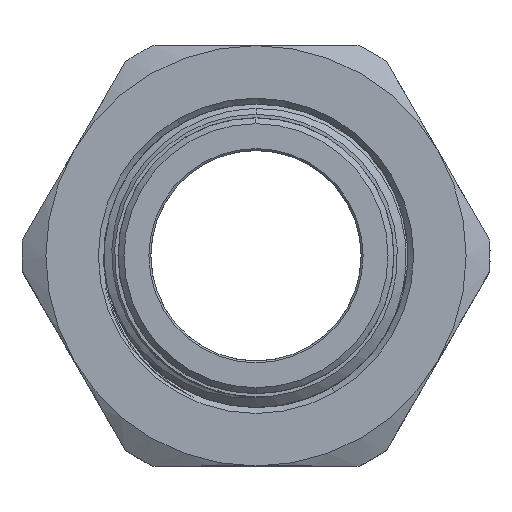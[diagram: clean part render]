
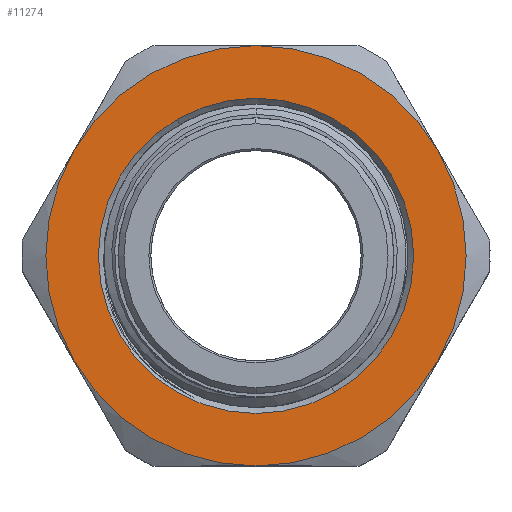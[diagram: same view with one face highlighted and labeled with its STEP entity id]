
A CAD part, top view. The second image highlights one B-rep face of the part: STEP entity #11274.
In plain terms, the highlighted planar face has unit normal (0, 0, 1).
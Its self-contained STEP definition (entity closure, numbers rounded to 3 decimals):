
#2271=CARTESIAN_POINT('',(0.,0.,-1.5));
#2272=DIRECTION('',(0.,0.,-1.));
#2273=DIRECTION('',(-0.866,0.5,0.));
#2274=AXIS2_PLACEMENT_3D('',#2271,#2272,#2273);
#2276=CARTESIAN_POINT('',(0.,0.,-1.5));
#2277=DIRECTION('',(0.,0.,-1.));
#2278=DIRECTION('',(-0.5,0.866,0.));
#2279=AXIS2_PLACEMENT_3D('',#2276,#2277,#2278);
#2281=CARTESIAN_POINT('',(0.,0.,-1.5));
#2282=DIRECTION('',(0.,0.,-1.));
#2283=DIRECTION('',(0.,1.,0.));
#2284=AXIS2_PLACEMENT_3D('',#2281,#2282,#2283);
#2286=CARTESIAN_POINT('',(0.,0.,-1.5));
#2287=DIRECTION('',(0.,0.,-1.));
#2288=DIRECTION('',(0.866,0.5,0.));
#2289=AXIS2_PLACEMENT_3D('',#2286,#2287,#2288);
#2291=CARTESIAN_POINT('',(0.,0.,-1.5));
#2292=DIRECTION('',(0.,0.,-1.));
#2293=DIRECTION('',(0.866,-0.5,0.));
#2294=AXIS2_PLACEMENT_3D('',#2291,#2292,#2293);
#2296=CARTESIAN_POINT('',(0.,0.,-1.5));
#2297=DIRECTION('',(0.,0.,-1.));
#2298=DIRECTION('',(0.5,-0.866,0.));
#2299=AXIS2_PLACEMENT_3D('',#2296,#2297,#2298);
#2301=CARTESIAN_POINT('',(0.,0.,-1.5));
#2302=DIRECTION('',(0.,0.,-1.));
#2303=DIRECTION('',(0.,-1.,0.));
#2304=AXIS2_PLACEMENT_3D('',#2301,#2302,#2303);
#2306=CARTESIAN_POINT('',(0.,0.,-1.5));
#2307=DIRECTION('',(0.,0.,-1.));
#2308=DIRECTION('',(-0.866,-0.5,0.));
#2309=AXIS2_PLACEMENT_3D('',#2306,#2307,#2308);
#2311=CARTESIAN_POINT('',(0.,0.,-1.5));
#2312=DIRECTION('',(0.,0.,1.));
#2313=DIRECTION('',(-0.5,0.866,0.));
#2314=AXIS2_PLACEMENT_3D('',#2311,#2312,#2313);
#2316=CARTESIAN_POINT('',(0.,0.,-1.5));
#2317=DIRECTION('',(0.,0.,1.));
#2318=DIRECTION('',(0.5,-0.866,0.));
#2319=AXIS2_PLACEMENT_3D('',#2316,#2317,#2318);
#8429=CARTESIAN_POINT('',(-4.125,7.145,-1.5));
#8430=CARTESIAN_POINT('',(4.125,-7.145,-1.5));
#8431=VERTEX_POINT('',#8429);
#8432=VERTEX_POINT('',#8430);
#8433=CARTESIAN_POINT('',(-5.5,9.526,-1.5));
#8434=CARTESIAN_POINT('',(0.,11.,-1.5));
#8435=VERTEX_POINT('',#8433);
#8436=VERTEX_POINT('',#8434);
#8437=CARTESIAN_POINT('',(-9.526,5.5,-1.5));
#8438=VERTEX_POINT('',#8437);
#8439=CARTESIAN_POINT('',(9.526,5.5,-1.5));
#8440=VERTEX_POINT('',#8439);
#8441=CARTESIAN_POINT('',(9.526,-5.5,-1.5));
#8442=VERTEX_POINT('',#8441);
#8443=CARTESIAN_POINT('',(5.5,-9.526,-1.5));
#8444=CARTESIAN_POINT('',(0.,-11.,-1.5));
#8445=VERTEX_POINT('',#8443);
#8446=VERTEX_POINT('',#8444);
#8447=CARTESIAN_POINT('',(-9.526,-5.5,-1.5));
#8448=VERTEX_POINT('',#8447);
#11250=CARTESIAN_POINT('',(0.,0.,-1.5));
#11251=DIRECTION('',(0.,0.,1.));
#11252=DIRECTION('',(0.866,0.5,0.));
#11253=AXIS2_PLACEMENT_3D('',#11250,#11251,#11252);
#11254=PLANE('',#11253);
#11255=ORIENTED_EDGE('',*,*,#10854,.T.);
#11256=ORIENTED_EDGE('',*,*,#10852,.T.);
#11258=ORIENTED_EDGE('',*,*,#11257,.T.);
#11260=ORIENTED_EDGE('',*,*,#11259,.T.);
#11262=ORIENTED_EDGE('',*,*,#11261,.T.);
#11264=ORIENTED_EDGE('',*,*,#11263,.T.);
#11266=ORIENTED_EDGE('',*,*,#11265,.T.);
#11267=ORIENTED_EDGE('',*,*,#11237,.T.);
#11268=EDGE_LOOP('',(#11255,#11256,#11258,#11260,#11262,#11264,#11266,#11267));
#11269=FACE_OUTER_BOUND('',#11268,.F.);
#11270=ORIENTED_EDGE('',*,*,#10393,.T.);
#11271=ORIENTED_EDGE('',*,*,#9529,.T.);
#11272=EDGE_LOOP('',(#11270,#11271));
#11273=FACE_BOUND('',#11272,.F.);
#11274=ADVANCED_FACE('',(#11269,#11273),#11254,.T.);
#2275=CIRCLE('',#2274,11.);
#2280=CIRCLE('',#2279,11.);
#2285=CIRCLE('',#2284,11.);
#2290=CIRCLE('',#2289,11.);
#2295=CIRCLE('',#2294,11.);
#2300=CIRCLE('',#2299,11.);
#2305=CIRCLE('',#2304,11.);
#2310=CIRCLE('',#2309,11.);
#2315=CIRCLE('',#2314,8.25);
#2320=CIRCLE('',#2319,8.25);
#9529=EDGE_CURVE('',#8432,#8431,#2320,.T.);
#10393=EDGE_CURVE('',#8431,#8432,#2315,.T.);
#10852=EDGE_CURVE('',#8435,#8436,#2280,.T.);
#10854=EDGE_CURVE('',#8438,#8435,#2275,.T.);
#11237=EDGE_CURVE('',#8448,#8438,#2310,.T.);
#11257=EDGE_CURVE('',#8436,#8440,#2285,.T.);
#11259=EDGE_CURVE('',#8440,#8442,#2290,.T.);
#11261=EDGE_CURVE('',#8442,#8445,#2295,.T.);
#11263=EDGE_CURVE('',#8445,#8446,#2300,.T.);
#11265=EDGE_CURVE('',#8446,#8448,#2305,.T.);
